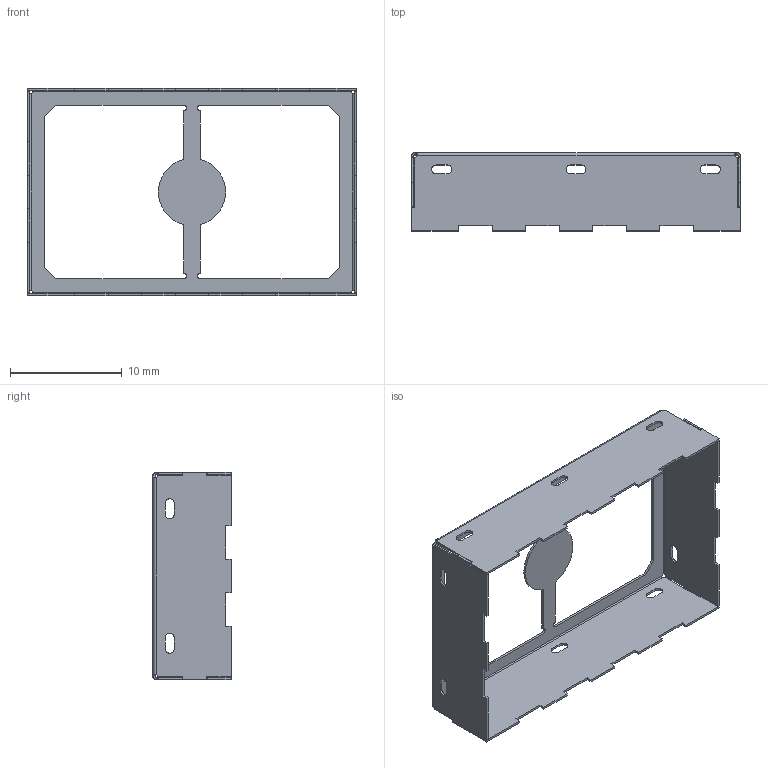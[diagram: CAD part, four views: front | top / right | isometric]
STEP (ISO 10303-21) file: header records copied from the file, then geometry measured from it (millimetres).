
FILE_DESCRIPTION (( 'STEP AP214' ), '1' );
FILE_NAME ('BMI-S-209-F.STEP', '2018-12-21T11:20:48', ( '' ), ( '' ), 'SwSTEP 2.0', 'SolidWorks 2017', '' );
FILE_SCHEMA (( 'AUTOMOTIVE_DESIGN' ));
Length unit declared in the file: millimetre
Products named in the file (1): BMI-S-209-F
Bounding box: 29.36 x 7 x 18.5 mm (x, y, z)
Volume: 155.9 mm3; surface area: 1624.8 mm2
Topology: 1 solids, 1 shells, 182 faces, 508 edges, 328 vertices
Faces by surface type: plane 128, cylinder 46, bspline 8
Entity records: 5994 total; most frequent: CARTESIAN_POINT 1267, ORIENTED_EDGE 1016, DIRECTION 902, EDGE_CURVE 508, LINE 400, VECTOR 400, VERTEX_POINT 328, AXIS2_PLACEMENT_3D 251
